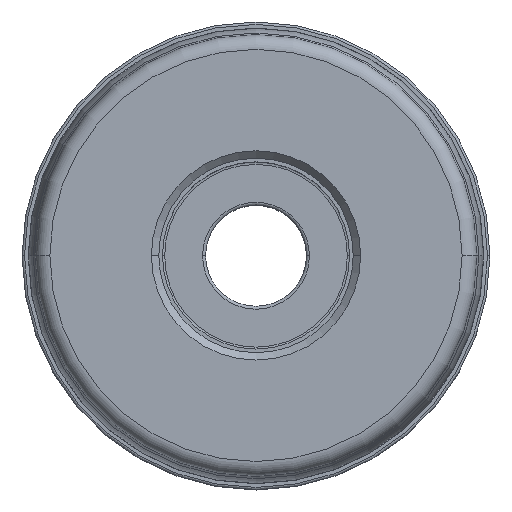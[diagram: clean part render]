
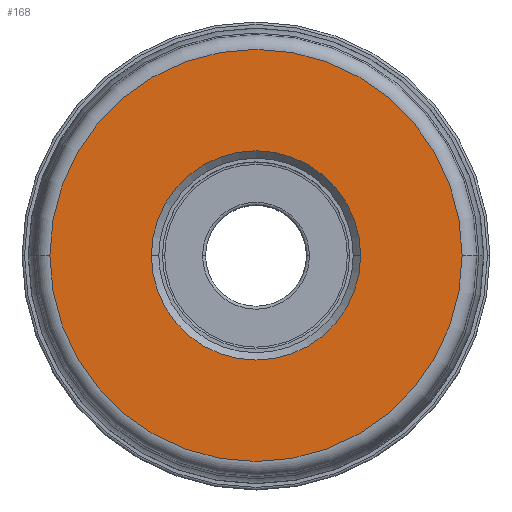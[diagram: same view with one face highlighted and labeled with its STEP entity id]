
A CAD part, top view. The second image highlights one B-rep face of the part: STEP entity #168.
In plain terms, the highlighted planar face has unit normal (0, 0, 1).
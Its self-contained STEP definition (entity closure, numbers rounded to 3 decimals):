
#85=PLANE('',#1894);
#99=FACE_BOUND('',#390,.T.);
#100=FACE_BOUND('',#391,.T.);
#168=ADVANCED_FACE('',(#99,#100),#85,.F.);
#390=EDGE_LOOP('',(#734,#735,#736,#737));
#391=EDGE_LOOP('',(#738,#739));
#734=ORIENTED_EDGE('',*,*,#1179,.T.);
#735=ORIENTED_EDGE('',*,*,#1176,.T.);
#736=ORIENTED_EDGE('',*,*,#1175,.F.);
#737=ORIENTED_EDGE('',*,*,#1180,.T.);
#738=ORIENTED_EDGE('',*,*,#1181,.T.);
#739=ORIENTED_EDGE('',*,*,#1182,.T.);
#976=VERTEX_POINT('',#2956);
#977=VERTEX_POINT('',#2957);
#978=VERTEX_POINT('',#2959);
#979=VERTEX_POINT('',#2964);
#980=VERTEX_POINT('',#2968);
#981=VERTEX_POINT('',#2969);
#1175=EDGE_CURVE('',#976,#977,#1391,.T.);
#1176=EDGE_CURVE('',#978,#977,#1392,.T.);
#1179=EDGE_CURVE('',#979,#978,#1395,.T.);
#1180=EDGE_CURVE('',#976,#979,#1396,.T.);
#1181=EDGE_CURVE('',#980,#981,#1397,.T.);
#1182=EDGE_CURVE('',#981,#980,#1398,.T.);
#1391=CIRCLE('',#1884,27.972);
#1392=CIRCLE('',#1885,27.972);
#1395=CIRCLE('',#1889,27.972);
#1396=CIRCLE('',#1890,27.972);
#1397=CIRCLE('',#1892,14.2);
#1398=CIRCLE('',#1893,14.2);
#1884=AXIS2_PLACEMENT_3D('',#2955,#2424,#2425);
#1885=AXIS2_PLACEMENT_3D('',#2958,#2426,#2427);
#1889=AXIS2_PLACEMENT_3D('',#2963,#2434,#2435);
#1890=AXIS2_PLACEMENT_3D('',#2965,#2436,#2437);
#1892=AXIS2_PLACEMENT_3D('',#2967,#2440,#2441);
#1893=AXIS2_PLACEMENT_3D('',#2970,#2442,#2443);
#1894=AXIS2_PLACEMENT_3D('',#2971,#2444,#2445);
#2424=DIRECTION('',(0.,0.,-1.));
#2425=DIRECTION('',(1.,0.001,0.));
#2426=DIRECTION('',(0.,0.,1.));
#2427=DIRECTION('',(1.,0.001,0.));
#2434=DIRECTION('',(0.,0.,1.));
#2435=DIRECTION('',(-1.,-0.001,0.));
#2436=DIRECTION('',(0.,0.,1.));
#2437=DIRECTION('',(-1.,0.,0.));
#2440=DIRECTION('',(0.,0.,-1.));
#2441=DIRECTION('',(-1.,0.,0.));
#2442=DIRECTION('',(0.,0.,-1.));
#2443=DIRECTION('',(1.,0.,0.));
#2444=DIRECTION('',(0.,0.,-1.));
#2445=DIRECTION('',(1.,0.,0.));
#2955=CARTESIAN_POINT('',(0.,0.,0.));
#2956=CARTESIAN_POINT('',(-27.972,0.,0.));
#2957=CARTESIAN_POINT('',(27.972,0.015,0.));
#2958=CARTESIAN_POINT('',(0.,0.,0.));
#2959=CARTESIAN_POINT('',(27.972,0.,0.));
#2963=CARTESIAN_POINT('',(0.,0.,0.));
#2964=CARTESIAN_POINT('',(-27.972,-0.015,0.));
#2965=CARTESIAN_POINT('',(0.,0.,0.));
#2967=CARTESIAN_POINT('',(0.,0.,0.));
#2968=CARTESIAN_POINT('',(-14.2,0.,0.));
#2969=CARTESIAN_POINT('',(14.2,0.,0.));
#2970=CARTESIAN_POINT('',(0.,0.,0.));
#2971=CARTESIAN_POINT('',(0.,0.,0.));
